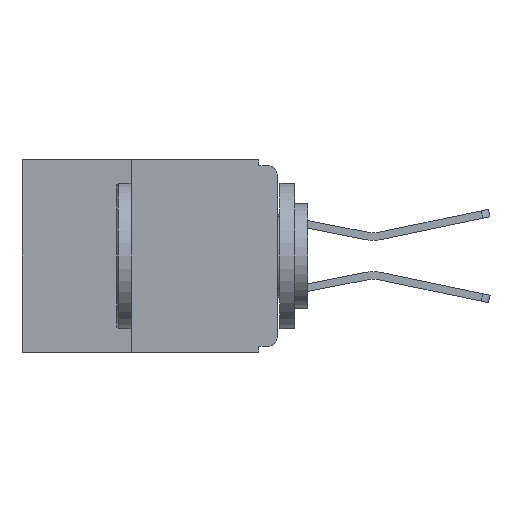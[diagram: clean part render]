
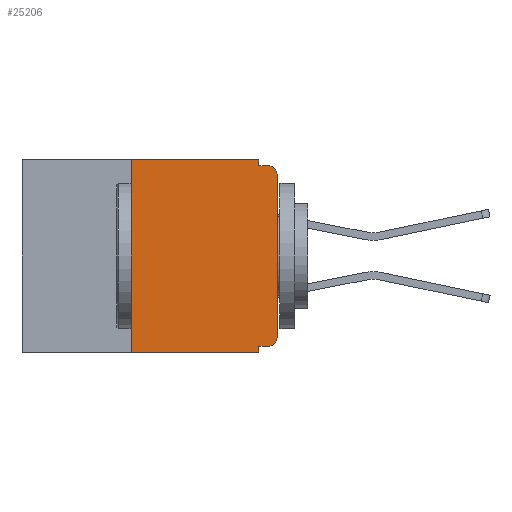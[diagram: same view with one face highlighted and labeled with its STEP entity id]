
A CAD part, left-side view. The second image highlights one B-rep face of the part: STEP entity #25206.
In plain terms, the highlighted planar face has unit normal (-1, 0, 0).
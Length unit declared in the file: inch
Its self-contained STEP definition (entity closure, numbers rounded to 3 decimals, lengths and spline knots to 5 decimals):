
#89 = ORIENTED_EDGE ( 'NONE', *, *, #7038, .T. ) ;
#139 = CARTESIAN_POINT ( 'NONE',  ( 0., 0., -0.305 ) ) ;
#753 = DIRECTION ( 'NONE',  ( 0., 0., -1. ) ) ;
#1309 = ORIENTED_EDGE ( 'NONE', *, *, #31049, .F. ) ;
#1457 = LINE ( 'NONE', #18456, #28343 ) ;
#1665 = EDGE_CURVE ( 'NONE', #9290, #27853, #30145, .T. ) ;
#2408 = DIRECTION ( 'NONE',  ( -1., 0., 0. ) ) ;
#2487 = ORIENTED_EDGE ( 'NONE', *, *, #17689, .T. ) ;
#3254 = CARTESIAN_POINT ( 'NONE',  ( 0., 0.25, 0. ) ) ;
#3678 = AXIS2_PLACEMENT_3D ( 'NONE', #17640, #2408, #20106 ) ;
#3866 = CARTESIAN_POINT ( 'NONE',  ( 0., 0.031, -0.33 ) ) ;
#3990 = LINE ( 'NONE', #11165, #30741 ) ;
#4178 = DIRECTION ( 'NONE',  ( -1., 0., 0. ) ) ;
#4512 = CARTESIAN_POINT ( 'NONE',  ( 0., 0., -0.01 ) ) ;
#5871 = EDGE_CURVE ( 'NONE', #13727, #9290, #1457, .T. ) ;
#6030 = CARTESIAN_POINT ( 'NONE',  ( 0., 0.015, -0.32 ) ) ;
#7009 = LINE ( 'NONE', #4512, #13003 ) ;
#7038 = EDGE_CURVE ( 'NONE', #13727, #32266, #13810, .T. ) ;
#7792 = VERTEX_POINT ( 'NONE', #8448 ) ;
#8263 = CARTESIAN_POINT ( 'NONE',  ( 0., 0., -0.32 ) ) ;
#8448 = CARTESIAN_POINT ( 'NONE',  ( 0., 0.031, -0.32 ) ) ;
#8574 = ORIENTED_EDGE ( 'NONE', *, *, #11162, .F. ) ;
#8883 = FACE_OUTER_BOUND ( 'NONE', #11611, .T. ) ;
#8918 = DIRECTION ( 'NONE',  ( 0., 0., -1. ) ) ;
#9290 = VERTEX_POINT ( 'NONE', #3254 ) ;
#9783 = VERTEX_POINT ( 'NONE', #139 ) ;
#10461 = DIRECTION ( 'NONE',  ( 1., 0., 0. ) ) ;
#10934 = CIRCLE ( 'NONE', #3678, 0.015 ) ;
#10970 = ORIENTED_EDGE ( 'NONE', *, *, #32104, .F. ) ;
#11162 = EDGE_CURVE ( 'NONE', #7792, #32266, #29955, .T. ) ;
#11165 = CARTESIAN_POINT ( 'NONE',  ( 0., 0., 0. ) ) ;
#11430 = VECTOR ( 'NONE', #15737, 39.37008 ) ;
#11611 = EDGE_LOOP ( 'NONE', ( #2487, #16074, #13358, #1309, #16478, #29730, #89, #8574, #10970, #21520 ) ) ;
#12535 = LINE ( 'NONE', #8263, #30880 ) ;
#13003 = VECTOR ( 'NONE', #19619, 39.37008 ) ;
#13012 = LINE ( 'NONE', #26477, #18855 ) ;
#13198 = VERTEX_POINT ( 'NONE', #6030 ) ;
#13358 = ORIENTED_EDGE ( 'NONE', *, *, #29938, .F. ) ;
#13727 = VERTEX_POINT ( 'NONE', #28310 ) ;
#13810 = LINE ( 'NONE', #16284, #11430 ) ;
#13962 = EDGE_CURVE ( 'NONE', #13198, #9783, #18446, .T. ) ;
#15310 = PLANE ( 'NONE',  #29441 ) ;
#15610 = CARTESIAN_POINT ( 'NONE',  ( 0., 0.015, -0.01 ) ) ;
#15737 = DIRECTION ( 'NONE',  ( 0., -1., 0. ) ) ;
#16074 = ORIENTED_EDGE ( 'NONE', *, *, #24472, .T. ) ;
#16284 = CARTESIAN_POINT ( 'NONE',  ( 0., 0.437, -0.33 ) ) ;
#16478 = ORIENTED_EDGE ( 'NONE', *, *, #1665, .F. ) ;
#16922 = VERTEX_POINT ( 'NONE', #15610 ) ;
#17640 = CARTESIAN_POINT ( 'NONE',  ( 0., 0.015, -0.025 ) ) ;
#17689 = EDGE_CURVE ( 'NONE', #9783, #26741, #3990, .T. ) ;
#18446 = CIRCLE ( 'NONE', #23696, 0.015 ) ;
#18456 = CARTESIAN_POINT ( 'NONE',  ( 0., 0.25, -0.33 ) ) ;
#18855 = VECTOR ( 'NONE', #8918, 39.37008 ) ;
#18866 = DIRECTION ( 'NONE',  ( 0., 0., 1. ) ) ;
#19313 = CARTESIAN_POINT ( 'NONE',  ( 0., 0.015, -0.305 ) ) ;
#19539 = CARTESIAN_POINT ( 'NONE',  ( 0., 0.031, 0. ) ) ;
#19619 = DIRECTION ( 'NONE',  ( 0., -1., 0. ) ) ;
#20106 = DIRECTION ( 'NONE',  ( 0., 0., -1. ) ) ;
#20314 = VERTEX_POINT ( 'NONE', #27871 ) ;
#21520 = ORIENTED_EDGE ( 'NONE', *, *, #13962, .T. ) ;
#21803 = DIRECTION ( 'NONE',  ( 0., 0., -1. ) ) ;
#22890 = CARTESIAN_POINT ( 'NONE',  ( 0., 0.437, 0. ) ) ;
#23262 = VECTOR ( 'NONE', #753, 39.37008 ) ;
#23696 = AXIS2_PLACEMENT_3D ( 'NONE', #19313, #4178, #21803 ) ;
#24472 = EDGE_CURVE ( 'NONE', #26741, #16922, #10934, .T. ) ;
#25206 = ADVANCED_FACE ( 'NONE', ( #8883 ), #15310, .F. ) ;
#25613 = DIRECTION ( 'NONE',  ( 0., -1., 0. ) ) ;
#26006 = CARTESIAN_POINT ( 'NONE',  ( 0., 0.437, 0. ) ) ;
#26477 = CARTESIAN_POINT ( 'NONE',  ( 0., 0.031, 0. ) ) ;
#26741 = VERTEX_POINT ( 'NONE', #27589 ) ;
#27589 = CARTESIAN_POINT ( 'NONE',  ( 0., 0., -0.025 ) ) ;
#27853 = VERTEX_POINT ( 'NONE', #19539 ) ;
#27871 = CARTESIAN_POINT ( 'NONE',  ( 0., 0.031, -0.01 ) ) ;
#27979 = DIRECTION ( 'NONE',  ( 0., 0., -1. ) ) ;
#28310 = CARTESIAN_POINT ( 'NONE',  ( 0., 0.25, -0.33 ) ) ;
#28343 = VECTOR ( 'NONE', #18866, 39.37008 ) ;
#28668 = DIRECTION ( 'NONE',  ( 0., 0., 1. ) ) ;
#29389 = VECTOR ( 'NONE', #25613, 39.37008 ) ;
#29441 = AXIS2_PLACEMENT_3D ( 'NONE', #22890, #10461, #27979 ) ;
#29730 = ORIENTED_EDGE ( 'NONE', *, *, #5871, .F. ) ;
#29938 = EDGE_CURVE ( 'NONE', #20314, #16922, #7009, .T. ) ;
#29955 = LINE ( 'NONE', #30969, #23262 ) ;
#30145 = LINE ( 'NONE', #26006, #29389 ) ;
#30741 = VECTOR ( 'NONE', #28668, 39.37008 ) ;
#30813 = DIRECTION ( 'NONE',  ( 0., 1., 0. ) ) ;
#30880 = VECTOR ( 'NONE', #30813, 39.37008 ) ;
#30969 = CARTESIAN_POINT ( 'NONE',  ( 0., 0.031, -0.33 ) ) ;
#31049 = EDGE_CURVE ( 'NONE', #27853, #20314, #13012, .T. ) ;
#32104 = EDGE_CURVE ( 'NONE', #13198, #7792, #12535, .T. ) ;
#32266 = VERTEX_POINT ( 'NONE', #3866 ) ;
